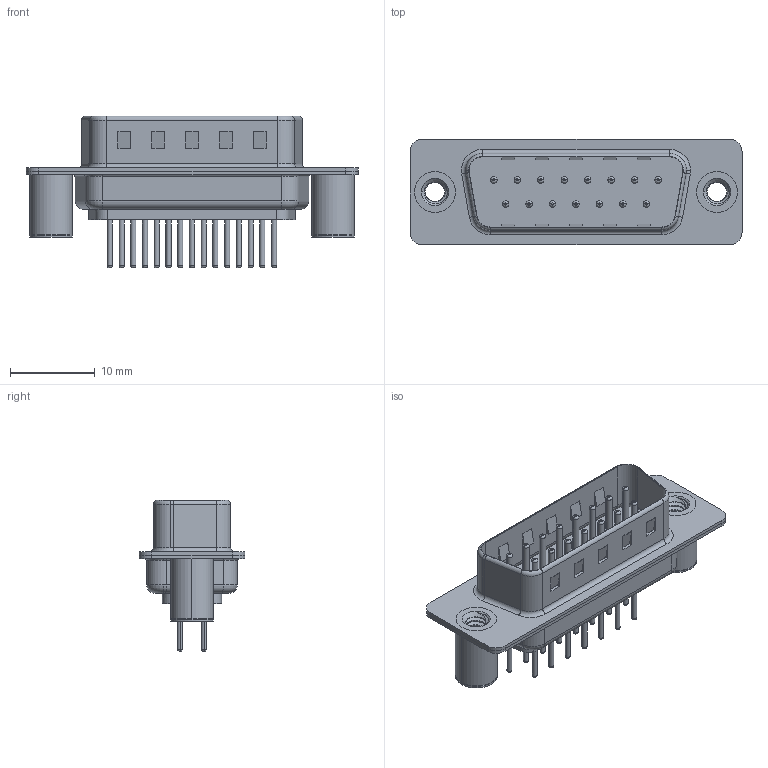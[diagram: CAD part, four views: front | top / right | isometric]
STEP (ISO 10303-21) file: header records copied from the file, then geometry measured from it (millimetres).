
FILE_DESCRIPTION (( 'STEP AP203' ), '1' );
FILE_NAME ('627-M15-620-WN3.STEP', '2020-07-17T02:21:01', ( '' ), ( '' ), 'SwSTEP 2.0', 'SolidWorks 2020', '' );
FILE_SCHEMA (( 'CONFIG_CONTROL_DESIGN' ));
Length unit declared in the file: millimetre
Products named in the file (7): 627M Shell Rear_15 Contacts; 627M Contact Row 1_20; 627M Shell Front_15 Contacts; 627M 4-40 Threaded Board Spacer; 627M Contact Row 2_20; 627M Housing_15 Contacts; 627-M15-620-WN3
Assembly tree (20 placements, depth 2):
  627-M15-620-WN3
    627M Housing_15 Contacts
    627M Shell Front_15 Contacts
    627M Shell Rear_15 Contacts
    627M Contact Row 1_20  x8
    627M Contact Row 2_20  x7
    627M 4-40 Threaded Board Spacer  x2
Bounding box: 39.2 x 12.5 x 17.9 mm (x, y, z)
Volume: 1966.1 mm3; surface area: 5066.6 mm2
Topology: 20 solids, 20 shells, 929 faces, 2051 edges, 1248 vertices
Faces by surface type: cylinder 367, torus 294, plane 244, cone 18, bspline 6
Entity records: 17486 total; most frequent: CARTESIAN_POINT 4212, DIRECTION 2749, ORIENTED_EDGE 2400, EDGE_CURVE 1200, AXIS2_PLACEMENT_3D 1090, VERTEX_POINT 755, EDGE_LOOP 611, VECTOR 569
